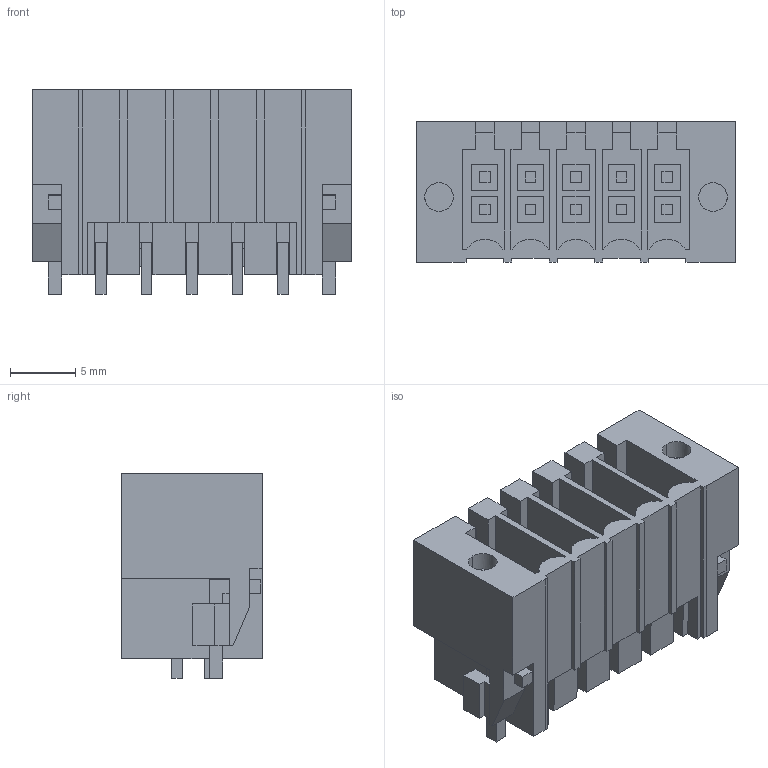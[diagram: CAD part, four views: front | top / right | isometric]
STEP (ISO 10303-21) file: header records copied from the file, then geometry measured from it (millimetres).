
FILE_DESCRIPTION(('CATIA V5 STEP Exchange','CAx-IF Rec.Pracs.--- Model Styling and Organization---1.2---2011-12-15'),'2;1');
FILE_NAME ('D1450743_0', '2018-03-29T13:05:01+00:00', ('none'), ('Weidmueller'), 'CATIA Version 5-6 Release 2014', 'CATIA V5 STEP AP214', 'none');
FILE_SCHEMA(('AUTOMOTIVE_DESIGN { 1 0 10303 214 1 1 1 1 }'));
Length unit declared in the file: millimetre
Products named in the file (1): 1290640000
Bounding box: 24.5 x 10.8 x 15.7 mm (x, y, z)
Volume: 2081.8 mm3; surface area: 3941.1 mm2
Topology: 13 solids, 13 shells, 430 faces, 1231 edges, 845 vertices
Faces by surface type: plane 416, cylinder 14
Entity records: 13128 total; most frequent: ORIENTED_EDGE 2462, CARTESIAN_POINT 2379, DIRECTION 1767, EDGE_CURVE 1231, VECTOR 1203, LINE 1203, VERTEX_POINT 845, EDGE_LOOP 472
